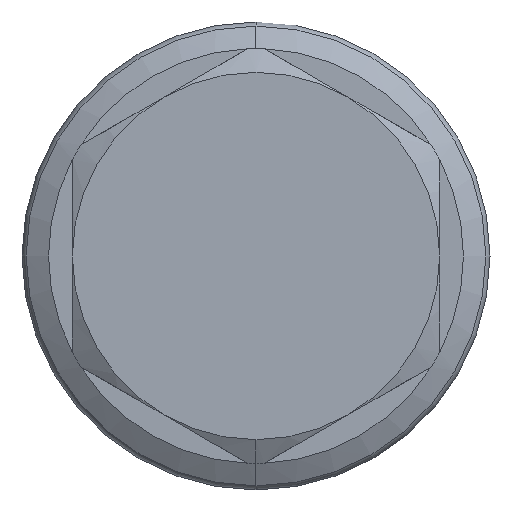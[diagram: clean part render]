
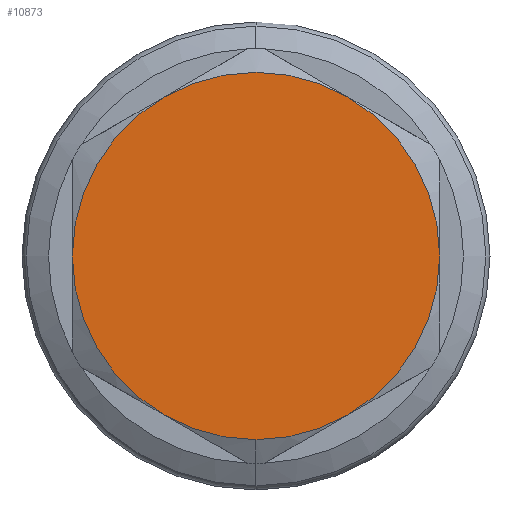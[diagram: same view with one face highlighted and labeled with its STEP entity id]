
A CAD part, left-side view. The second image highlights one B-rep face of the part: STEP entity #10873.
In plain terms, the highlighted planar face has unit normal (-1, 0, 0).
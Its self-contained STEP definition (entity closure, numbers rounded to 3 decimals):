
#303 = AXIS2_PLACEMENT_3D ( 'NONE', #1033, #5050, #2845 ) ;
#560 = CARTESIAN_POINT ( 'NONE',  ( 0., 0., 0. ) ) ;
#595 = DIRECTION ( 'NONE',  ( 1., 0., 0. ) ) ;
#1033 = CARTESIAN_POINT ( 'NONE',  ( 0., 0., 0. ) ) ;
#1074 = DIRECTION ( 'NONE',  ( 1., 0., 0. ) ) ;
#1359 = CARTESIAN_POINT ( 'NONE',  ( 0., -7.925, 13.727 ) ) ;
#1381 = EDGE_CURVE ( 'NONE', #3164, #9815, #12280, .T. ) ;
#1621 = EDGE_CURVE ( 'NONE', #8847, #9315, #9238, .T. ) ;
#1793 = CARTESIAN_POINT ( 'NONE',  ( 0., 0., 0. ) ) ;
#1989 = FACE_OUTER_BOUND ( 'NONE', #12368, .T. ) ;
#2069 = DIRECTION ( 'NONE',  ( 0., 0., -1. ) ) ;
#2845 = DIRECTION ( 'NONE',  ( 0., 0., -1. ) ) ;
#3164 = VERTEX_POINT ( 'NONE', #3302 ) ;
#3272 = AXIS2_PLACEMENT_3D ( 'NONE', #5719, #12894, #12932 ) ;
#3302 = CARTESIAN_POINT ( 'NONE',  ( 0., -15.85, 0. ) ) ;
#3533 = ORIENTED_EDGE ( 'NONE', *, *, #9969, .F. ) ;
#3576 = ORIENTED_EDGE ( 'NONE', *, *, #1381, .F. ) ;
#4188 = VERTEX_POINT ( 'NONE', #1359 ) ;
#4248 = EDGE_CURVE ( 'NONE', #10032, #8847, #6594, .T. ) ;
#4524 = AXIS2_PLACEMENT_3D ( 'NONE', #11821, #7555, #5604 ) ;
#4863 = DIRECTION ( 'NONE',  ( 0., 0., 1. ) ) ;
#5050 = DIRECTION ( 'NONE',  ( 1., 0., 0. ) ) ;
#5585 = DIRECTION ( 'NONE',  ( 0., 0., -1. ) ) ;
#5604 = DIRECTION ( 'NONE',  ( 0., 0., -1. ) ) ;
#5719 = CARTESIAN_POINT ( 'NONE',  ( 0., 0., 0. ) ) ;
#6007 = VERTEX_POINT ( 'NONE', #7560 ) ;
#6292 = CARTESIAN_POINT ( 'NONE',  ( 0., 7.925, -13.727 ) ) ;
#6333 = DIRECTION ( 'NONE',  ( 0., 0., -1. ) ) ;
#6594 = CIRCLE ( 'NONE', #4524, 15.85 ) ;
#7131 = CIRCLE ( 'NONE', #3272, 15.85 ) ;
#7160 = CARTESIAN_POINT ( 'NONE',  ( 0., 0., 0. ) ) ;
#7222 = ORIENTED_EDGE ( 'NONE', *, *, #1621, .F. ) ;
#7346 = ORIENTED_EDGE ( 'NONE', *, *, #8901, .F. ) ;
#7555 = DIRECTION ( 'NONE',  ( 1., 0., 0. ) ) ;
#7560 = CARTESIAN_POINT ( 'NONE',  ( 0., 0., -15.85 ) ) ;
#7627 = CARTESIAN_POINT ( 'NONE',  ( 0., 0., 0. ) ) ;
#7910 = ORIENTED_EDGE ( 'NONE', *, *, #11371, .F. ) ;
#7924 = CIRCLE ( 'NONE', #303, 15.85 ) ;
#7944 = AXIS2_PLACEMENT_3D ( 'NONE', #560, #595, #12961 ) ;
#8847 = VERTEX_POINT ( 'NONE', #12840 ) ;
#8901 = EDGE_CURVE ( 'NONE', #4188, #3164, #7131, .T. ) ;
#9029 = DIRECTION ( 'NONE',  ( -1., 0., 0. ) ) ;
#9077 = DIRECTION ( 'NONE',  ( 1., 0., 0. ) ) ;
#9238 = CIRCLE ( 'NONE', #12796, 15.85 ) ;
#9315 = VERTEX_POINT ( 'NONE', #12725 ) ;
#9491 = EDGE_CURVE ( 'NONE', #9315, #4188, #7924, .T. ) ;
#9815 = VERTEX_POINT ( 'NONE', #13135 ) ;
#9848 = AXIS2_PLACEMENT_3D ( 'NONE', #1793, #9029, #4863 ) ;
#9969 = EDGE_CURVE ( 'NONE', #9815, #6007, #11609, .T. ) ;
#10032 = VERTEX_POINT ( 'NONE', #6292 ) ;
#10121 = CARTESIAN_POINT ( 'NONE',  ( 0., 0., 0. ) ) ;
#10305 = CIRCLE ( 'NONE', #7944, 15.85 ) ;
#10571 = AXIS2_PLACEMENT_3D ( 'NONE', #7160, #1074, #6333 ) ;
#10873 = ADVANCED_FACE ( 'NONE', ( #1989 ), #10995, .T. ) ;
#10995 = PLANE ( 'NONE',  #9848 ) ;
#11371 = EDGE_CURVE ( 'NONE', #6007, #10032, #10305, .T. ) ;
#11554 = DIRECTION ( 'NONE',  ( 1., 0., 0. ) ) ;
#11609 = CIRCLE ( 'NONE', #10571, 15.85 ) ;
#11821 = CARTESIAN_POINT ( 'NONE',  ( 0., 0., 0. ) ) ;
#12280 = CIRCLE ( 'NONE', #13053, 15.85 ) ;
#12368 = EDGE_LOOP ( 'NONE', ( #12955, #7910, #3533, #3576, #7346, #12854, #7222 ) ) ;
#12725 = CARTESIAN_POINT ( 'NONE',  ( 0., 7.925, 13.727 ) ) ;
#12796 = AXIS2_PLACEMENT_3D ( 'NONE', #7627, #11554, #5585 ) ;
#12840 = CARTESIAN_POINT ( 'NONE',  ( 0., 15.85, 0. ) ) ;
#12854 = ORIENTED_EDGE ( 'NONE', *, *, #9491, .F. ) ;
#12894 = DIRECTION ( 'NONE',  ( 1., 0., 0. ) ) ;
#12932 = DIRECTION ( 'NONE',  ( 0., 0., -1. ) ) ;
#12955 = ORIENTED_EDGE ( 'NONE', *, *, #4248, .F. ) ;
#12961 = DIRECTION ( 'NONE',  ( 0., 0., -1. ) ) ;
#13053 = AXIS2_PLACEMENT_3D ( 'NONE', #10121, #9077, #2069 ) ;
#13135 = CARTESIAN_POINT ( 'NONE',  ( 0., -7.925, -13.727 ) ) ;
